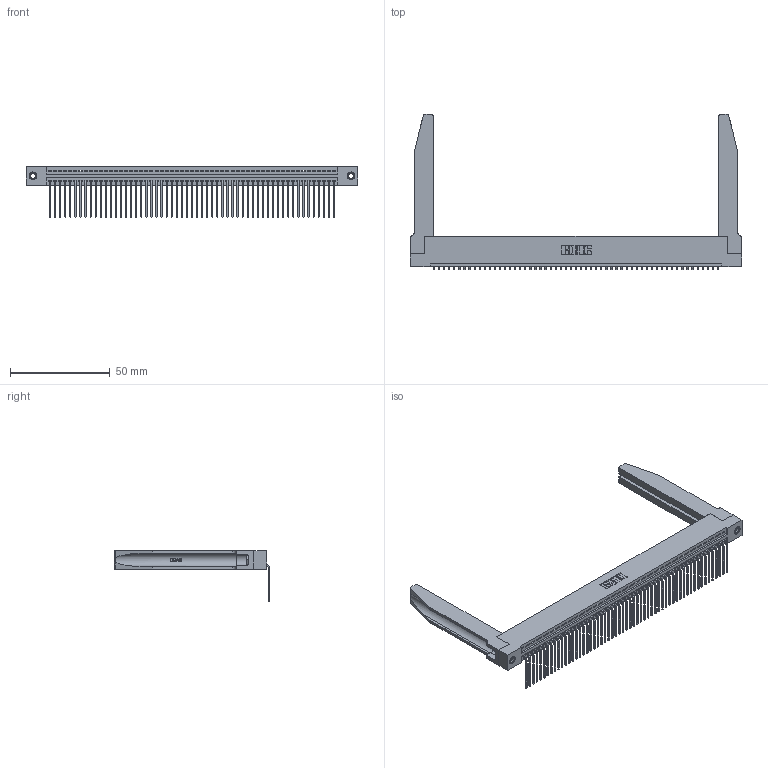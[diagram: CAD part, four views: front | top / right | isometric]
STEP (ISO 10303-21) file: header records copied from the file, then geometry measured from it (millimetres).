
FILE_DESCRIPTION (( 'STEP AP203' ), '1' );
FILE_NAME ('395-057-559-178.STEP', '2019-10-24T03:15:05', ( '' ), ( '' ), 'SwSTEP 2.0', 'SolidWorks 2016', '' );
FILE_SCHEMA (( 'CONFIG_CONTROL_DESIGN' ));
Length unit declared in the file: inch
Products named in the file (5): 345-250-001_345-250-001-102; 395-057-559-178; 345 Part_Flush Mounting Lugs - 0.156 Dia-TH; 345-292-001_558 559 Tail - 1; 345-220-078_345-220-078
Assembly tree (62 placements, depth 2):
  395-057-559-178
    345 Part_Flush Mounting Lugs - 0.156 Dia-TH
    345-292-001_558 559 Tail - 1  x57
    345-250-001_345-250-001-102  x2
    345-220-078_345-220-078  x2
Bounding box: 166.01 x 77.71 x 25.53 mm (x, y, z)
Volume: 23851.5 mm3; surface area: 29535.6 mm2
Topology: 62 solids, 62 shells, 3780 faces, 11323 edges, 7462 vertices
Faces by surface type: plane 2616, cylinder 1112, bspline 36, cone 12, torus 4
Entity records: 45704 total; most frequent: CARTESIAN_POINT 8814, ORIENTED_EDGE 7702, DIRECTION 6683, EDGE_CURVE 3851, VECTOR 3397, LINE 3397, VERTEX_POINT 2560, AXIS2_PLACEMENT_3D 1643
